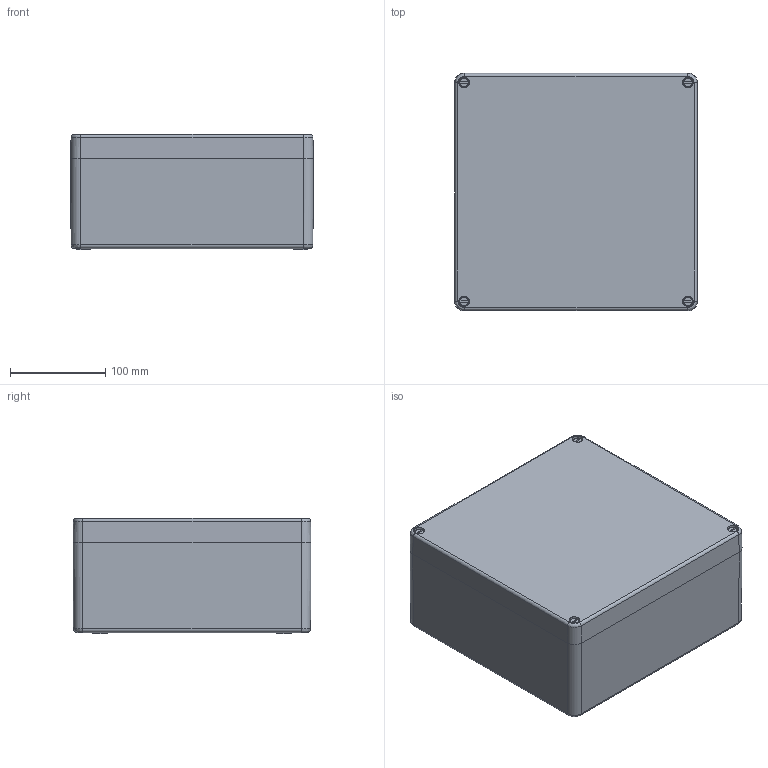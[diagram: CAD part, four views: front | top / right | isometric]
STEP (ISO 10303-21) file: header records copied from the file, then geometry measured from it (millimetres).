
FILE_DESCRIPTION((''),'2;1');
FILE_NAME('04337100_P 337 SIL.stp','2010-02-04T16:16:52',('kotzmaier'),(''),'Autodesk Inventor 2010','Autodesk Inventor 2010','');
FILE_SCHEMA(('CONFIG_CONTROL_DESIGN'));
Length unit declared in the file: millimetre
Products named in the file (4): P 337; P 337_338_UT; P 337_OT; DIN 84 - ersetzt durch DIN EN ISO 1207 M6 x 30
Assembly tree (6 placements, depth 2):
  P 337
    P 337_338_UT
    P 337_OT
    DIN 84 - ersetzt durch DIN EN ISO 1207 M6 x 30  x4
Bounding box: 255 x 250 x 121 mm (x, y, z)
Volume: 1535163.3 mm3; surface area: 499342.7 mm2
Topology: 6 solids, 6 shells, 348 faces, 800 edges, 490 vertices
Faces by surface type: plane 142, cylinder 110, bspline 60, cone 28, torus 8
Full cylindrical faces by diameter (mm): 5.459 x4, 6 x14, 6.5 x4, 11 x4
Entity records: 11937 total; most frequent: CARTESIAN_POINT 5122, DIRECTION 1370, ORIENTED_EDGE 1332, EDGE_CURVE 666, AXIS2_PLACEMENT_3D 516, VERTEX_POINT 432, EDGE_LOOP 388, VECTOR 338
